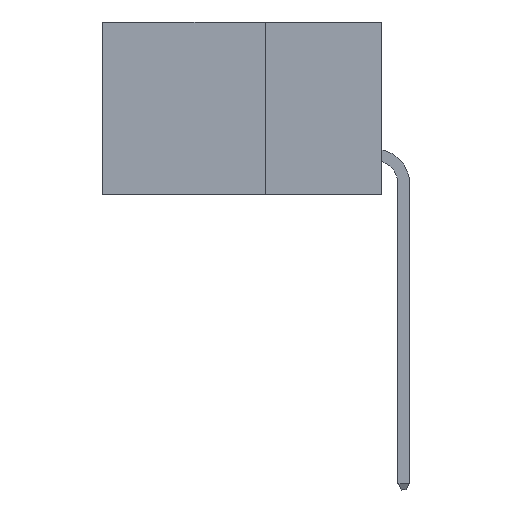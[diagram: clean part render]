
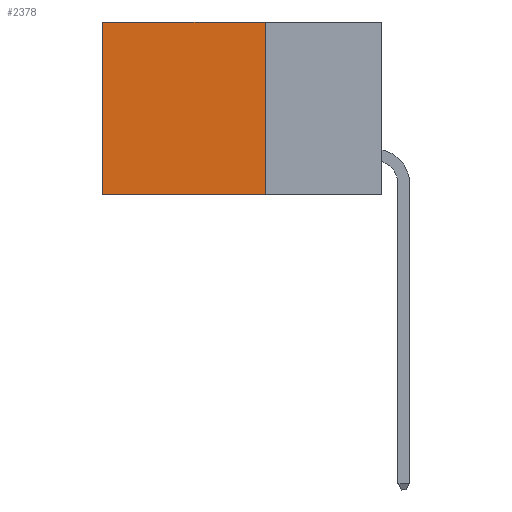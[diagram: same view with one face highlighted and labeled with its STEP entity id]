
A CAD part, left-side view. The second image highlights one B-rep face of the part: STEP entity #2378.
In plain terms, the highlighted planar face has unit normal (-1, 0, 0).
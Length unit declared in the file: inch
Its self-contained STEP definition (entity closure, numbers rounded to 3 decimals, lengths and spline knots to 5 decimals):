
#491 = EDGE_CURVE ( 'NONE', #2164, #9732, #7005, .T. ) ;
#658 = CARTESIAN_POINT ( 'NONE',  ( 0.2875, 0.25, 0. ) ) ;
#1109 = DIRECTION ( 'NONE',  ( 0., 0., -1. ) ) ;
#1156 = DIRECTION ( 'NONE',  ( 1., 0., 0. ) ) ;
#1307 = CARTESIAN_POINT ( 'NONE',  ( 0.2875, 0.25, 0. ) ) ;
#1339 = VECTOR ( 'NONE', #7037, 39.37008 ) ;
#1729 = CARTESIAN_POINT ( 'NONE',  ( 0.2875, 0.25, -0.37 ) ) ;
#1806 = PLANE ( 'NONE',  #4284 ) ;
#2129 = ORIENTED_EDGE ( 'NONE', *, *, #11988, .F. ) ;
#2164 = VERTEX_POINT ( 'NONE', #6009 ) ;
#2378 = ADVANCED_FACE ( 'NONE', ( #13421 ), #1806, .F. ) ;
#2725 = VECTOR ( 'NONE', #3673, 39.37008 ) ;
#2824 = CARTESIAN_POINT ( 'NONE',  ( 0.2875, 0.6, -0.37 ) ) ;
#3418 = VECTOR ( 'NONE', #7298, 39.37008 ) ;
#3673 = DIRECTION ( 'NONE',  ( 0., 0., -1. ) ) ;
#4103 = VECTOR ( 'NONE', #6838, 39.37008 ) ;
#4284 = AXIS2_PLACEMENT_3D ( 'NONE', #1307, #1156, #1109 ) ;
#4730 = CARTESIAN_POINT ( 'NONE',  ( 0.2875, 0.25, 0. ) ) ;
#5276 = EDGE_CURVE ( 'NONE', #13923, #9311, #13603, .T. ) ;
#5327 = ORIENTED_EDGE ( 'NONE', *, *, #14517, .T. ) ;
#5766 = CARTESIAN_POINT ( 'NONE',  ( 0.2875, 0.6, 0. ) ) ;
#6009 = CARTESIAN_POINT ( 'NONE',  ( 0.2875, 0.25, -0.37 ) ) ;
#6281 = LINE ( 'NONE', #7272, #2725 ) ;
#6838 = DIRECTION ( 'NONE',  ( 0., 1., 0. ) ) ;
#6936 = ORIENTED_EDGE ( 'NONE', *, *, #5276, .T. ) ;
#7005 = LINE ( 'NONE', #1729, #3418 ) ;
#7037 = DIRECTION ( 'NONE',  ( 0., 0., -1. ) ) ;
#7272 = CARTESIAN_POINT ( 'NONE',  ( 0.2875, 0.25, 0. ) ) ;
#7298 = DIRECTION ( 'NONE',  ( 0., 1., 0. ) ) ;
#9311 = VERTEX_POINT ( 'NONE', #14813 ) ;
#9732 = VERTEX_POINT ( 'NONE', #2824 ) ;
#10936 = LINE ( 'NONE', #5766, #1339 ) ;
#11988 = EDGE_CURVE ( 'NONE', #13923, #2164, #6281, .T. ) ;
#12783 = ORIENTED_EDGE ( 'NONE', *, *, #491, .F. ) ;
#13421 = FACE_OUTER_BOUND ( 'NONE', #14281, .T. ) ;
#13603 = LINE ( 'NONE', #658, #4103 ) ;
#13923 = VERTEX_POINT ( 'NONE', #4730 ) ;
#14281 = EDGE_LOOP ( 'NONE', ( #5327, #12783, #2129, #6936 ) ) ;
#14517 = EDGE_CURVE ( 'NONE', #9311, #9732, #10936, .T. ) ;
#14813 = CARTESIAN_POINT ( 'NONE',  ( 0.2875, 0.6, 0. ) ) ;
